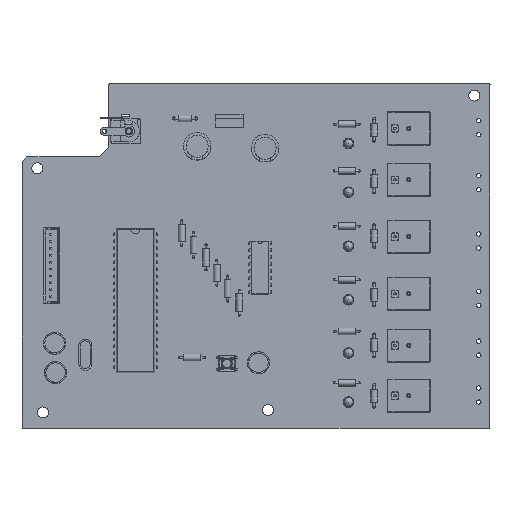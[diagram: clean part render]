
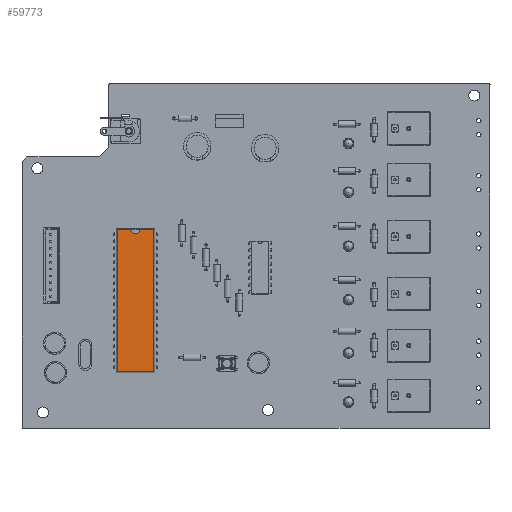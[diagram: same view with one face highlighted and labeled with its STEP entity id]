
A CAD part, top view. The second image highlights one B-rep face of the part: STEP entity #59773.
In plain terms, the highlighted planar face has unit normal (0, 0, 1).
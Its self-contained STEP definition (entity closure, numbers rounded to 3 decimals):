
#59605 = VERTEX_POINT('',#59606);
#59606 = CARTESIAN_POINT('',(-6.626,-25.751,5.59));
#59614 = VERTEX_POINT('',#59615);
#59615 = CARTESIAN_POINT('',(-6.626,25.751,5.59));
#59621 = EDGE_CURVE('',#59605,#59614,#59622,.T.);
#59622 = LINE('',#59623,#59624);
#59623 = CARTESIAN_POINT('',(-6.626,-26.1,5.59));
#59624 = VECTOR('',#59625,1.);
#59625 = DIRECTION('',(0.,1.,0.));
#59715 = VERTEX_POINT('',#59716);
#59716 = CARTESIAN_POINT('',(6.626,-25.751,5.59));
#59722 = EDGE_CURVE('',#59605,#59715,#59723,.T.);
#59723 = LINE('',#59724,#59725);
#59724 = CARTESIAN_POINT('',(-6.975,-25.751,5.59));
#59725 = VECTOR('',#59726,1.);
#59726 = DIRECTION('',(1.,0.,0.));
#59773 = ADVANCED_FACE('',(#59774),#59809,.T.);
#59774 = FACE_BOUND('',#59775,.T.);
#59775 = EDGE_LOOP('',(#59776,#59777,#59778,#59786,#59794,#59803));
#59776 = ORIENTED_EDGE('',*,*,#59621,.F.);
#59777 = ORIENTED_EDGE('',*,*,#59722,.T.);
#59778 = ORIENTED_EDGE('',*,*,#59779,.T.);
#59779 = EDGE_CURVE('',#59715,#59780,#59782,.T.);
#59780 = VERTEX_POINT('',#59781);
#59781 = CARTESIAN_POINT('',(6.626,25.751,5.59));
#59782 = LINE('',#59783,#59784);
#59783 = CARTESIAN_POINT('',(6.626,-26.1,5.59));
#59784 = VECTOR('',#59785,1.);
#59785 = DIRECTION('',(0.,1.,0.));
#59786 = ORIENTED_EDGE('',*,*,#59787,.F.);
#59787 = EDGE_CURVE('',#59788,#59780,#59790,.T.);
#59788 = VERTEX_POINT('',#59789);
#59789 = CARTESIAN_POINT('',(1.709,25.751,5.59));
#59790 = LINE('',#59791,#59792);
#59791 = CARTESIAN_POINT('',(-6.975,25.751,5.59));
#59792 = VECTOR('',#59793,1.);
#59793 = DIRECTION('',(1.,0.,0.));
#59794 = ORIENTED_EDGE('',*,*,#59795,.F.);
#59795 = EDGE_CURVE('',#59796,#59788,#59798,.T.);
#59796 = VERTEX_POINT('',#59797);
#59797 = CARTESIAN_POINT('',(-1.709,25.751,5.59));
#59798 = CIRCLE('',#59799,1.744);
#59799 = AXIS2_PLACEMENT_3D('',#59800,#59801,#59802);
#59800 = CARTESIAN_POINT('',(0.,26.1,5.59));
#59801 = DIRECTION('',(0.,0.,1.));
#59802 = DIRECTION('',(1.,0.,-0.));
#59803 = ORIENTED_EDGE('',*,*,#59804,.F.);
#59804 = EDGE_CURVE('',#59614,#59796,#59805,.T.);
#59805 = LINE('',#59806,#59807);
#59806 = CARTESIAN_POINT('',(-6.975,25.751,5.59));
#59807 = VECTOR('',#59808,1.);
#59808 = DIRECTION('',(1.,0.,0.));
#59809 = PLANE('',#59810);
#59810 = AXIS2_PLACEMENT_3D('',#59811,#59812,#59813);
#59811 = CARTESIAN_POINT('',(-6.975,-26.1,5.59));
#59812 = DIRECTION('',(0.,0.,1.));
#59813 = DIRECTION('',(1.,0.,-0.));
